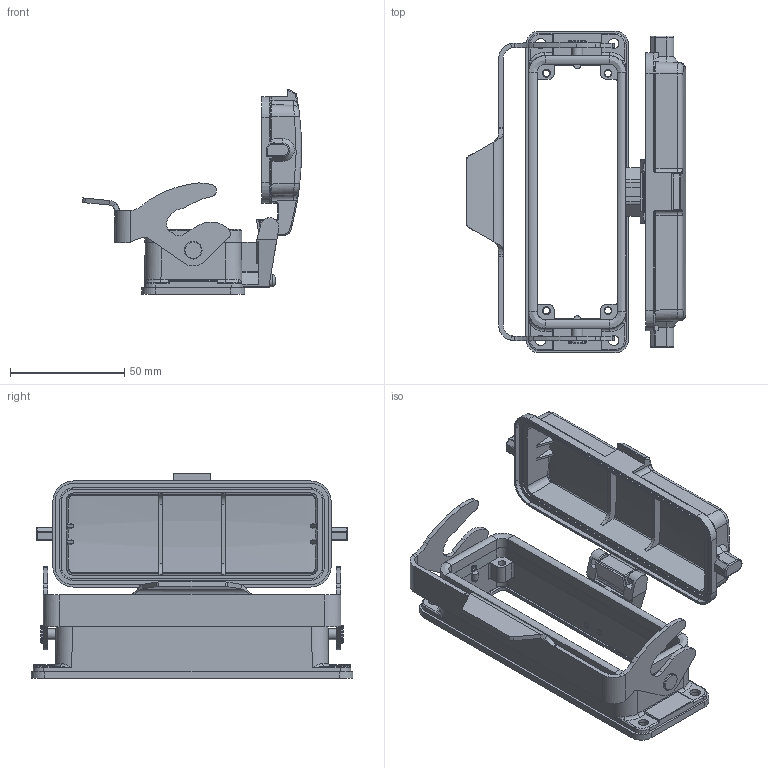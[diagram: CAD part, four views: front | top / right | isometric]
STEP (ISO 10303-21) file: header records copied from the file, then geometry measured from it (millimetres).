
FILE_DESCRIPTION(/* description */ (''),/* implementation_level */ '2;1');
FILE_NAME(/* name */ 'H24B-BK-1L-CV.stp',/* time_stamp */ '2023-10-18T15:14:18+08:00',/* author */ (''),/* organization */ (''),/* preprocessor_version */ 'ST-DEVELOPER v16',/* originating_system */ 'SIEMENS PLM Software NX 10.0',/* authorisation */ '');
FILE_SCHEMA (('AUTOMOTIVE_DESIGN { 1 0 10303 214 3 1 1 1 }'));
Products named in the file (1): Admi6920F49C1hjf
Bounding box: 96.06 x 141.1 x 89.8 mm (x, y, z)
Volume: 72941.9 mm3; surface area: 61725.4 mm2
Topology: 1 solids, 11 shells, 894 faces, 2274 edges, 1414 vertices
Faces by surface type: plane 352, cylinder 349, bspline 109, torus 36, cone 30, sphere 14, extrusion 4
Full cylindrical faces by diameter (mm): 2.2 x2, 2.843 x4, 3 x40, 3.2 x2, 3.4 x4, 3.6 x2, 4.5 x8, 4.8 x2, 5.15 x2, 5.5 x2, 7.8 x2
Entity records: 58072 total; most frequent: CARTESIAN_POINT 38254, ORIENTED_EDGE 4142, DIRECTION 4020, EDGE_CURVE 2071, AXIS2_PLACEMENT_3D 1462, VERTEX_POINT 1321, VECTOR 1096, LINE 1092
